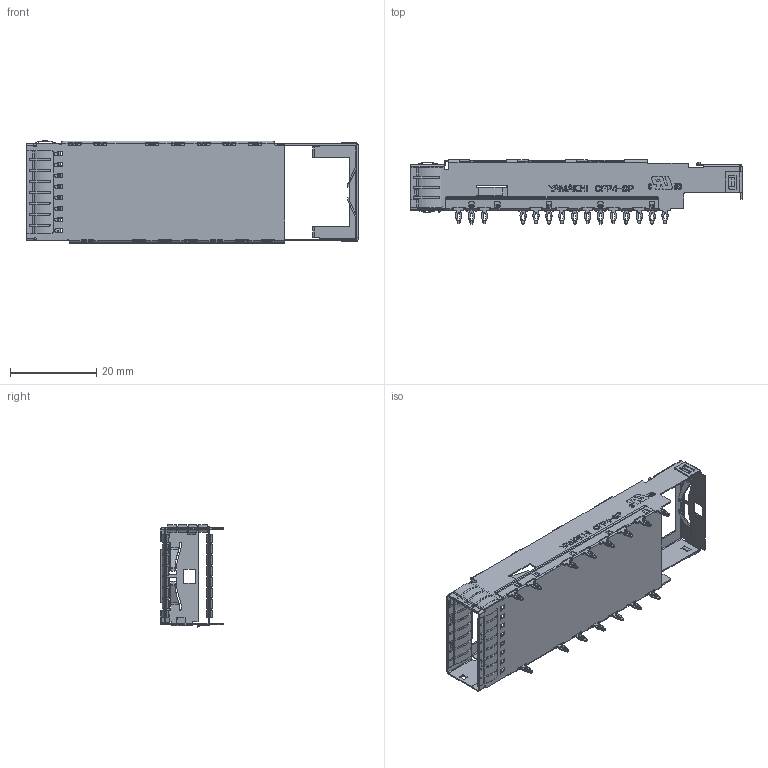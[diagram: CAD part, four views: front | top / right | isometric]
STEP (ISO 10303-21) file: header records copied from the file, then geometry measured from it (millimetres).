
FILE_DESCRIPTION (( 'STEP AP214' ), '1' );
FILE_NAME ('05-00244--A114527-001.STEP', '2020-04-22T12:43:26', ( '' ), ( '' ), 'SwSTEP 2.0', 'SolidWorks 2018', '' );
FILE_SCHEMA (( 'AUTOMOTIVE_DESIGN' ));
Length unit declared in the file: millimetre
Products named in the file (13): 05-00244--A114527-001; Front EMI Spring_bottom(t0.06)__g____.STEP^CFP4-CAGE-assy.STEP_05-00244--A114527-001(2)_05-00244--A114527-001; CFP4-CAGE-BASE-19_single-_____p.STEP^CFP4-CAGE-assy.STEP_05-00244--A114527-001(2)_05-00244--A114527-001; Front EMI Spring_Side(T0.06)_CFP4.STEP^CFP4-CAGE-assy.STEP_05-00244--A114527-001(2)_05-00244--A114527-001; CFP4-CAGE Bottom-6_Single___pFinger.STEP^CFP4-CAGE-assy.STEP_05-00244--A114527-001(2)_05-00244--A114527-001; Front EMI Spring_Up(T0.06)____.STEP^CFP4-CAGE-assy.STEP_05-00244--A114527-001(2)_05-00244--A114527-001; 05-00244--A114527-001(2)^05-00244--A114527-001; CFP4-CAGE-assy.STEP^05-00244--A114527-001(2)_05-00244--A114527-001
Assembly tree (7 placements, depth 4):
  05-00244--A114527-001
    05-00244--A114527-001(2)^05-00244--A114527-001
      CFP4-CAGE-assy.STEP^05-00244--A114527-001(2)_05-00244--A114527-001
        CFP4-CAGE-BASE-19_single-_____p.STEP^CFP4-CAGE-assy.STEP_05-00244--A114527-001(2)_05-00244--A114527-001
        CFP4-CAGE Bottom-6_Single___pFinger.STEP^CFP4-CAGE-assy.STEP_05-00244--A114527-001(2)_05-00244--A114527-001
        Front EMI Spring_bottom(t0.06)__g____.STEP^CFP4-CAGE-assy.STEP_05-00244--A114527-001(2)_05-00244--A114527-001
        Front EMI Spring_Up(T0.06)____.STEP^CFP4-CAGE-assy.STEP_05-00244--A114527-001(2)_05-00244--A114527-001
        Front EMI Spring_Side(T0.06)_CFP4.STEP^CFP4-CAGE-assy.STEP_05-00244--A114527-001(2)_05-00244--A114527-001
  Front EMI Spring_bottom(t0.06)__g____.STEP^CFP4-CAGE-assy.STEP_05-00244--A114527-001(2)_05-00244--A114527-001
  CFP4-CAGE-BASE-19_single-_____p.STEP^CFP4-CAGE-assy.STEP_05-00244--A114527-001(2)_05-00244--A114527-001
  Front EMI Spring_Up(T0.06)____.STEP^CFP4-CAGE-assy.STEP_05-00244--A114527-001(2)_05-00244--A114527-001
  CFP4-CAGE Bottom-6_Single___pFinger.STEP^CFP4-CAGE-assy.STEP_05-00244--A114527-001(2)_05-00244--A114527-001
Bounding box: 77.2 x 14.85 x 23.8 mm (x, y, z)
Volume: 1115.7 mm3; surface area: 9413.5 mm2
Topology: 5 solids, 5 shells, 3050 faces, 8032 edges, 4876 vertices
Faces by surface type: plane 1459, cylinder 1021, bspline 555, torus 15
Entity records: 109050 total; most frequent: CARTESIAN_POINT 37994, ORIENTED_EDGE 15944, DIRECTION 13333, EDGE_CURVE 7972, VERTEX_POINT 4876, AXIS2_PLACEMENT_3D 4461, LINE 4411, VECTOR 4411
